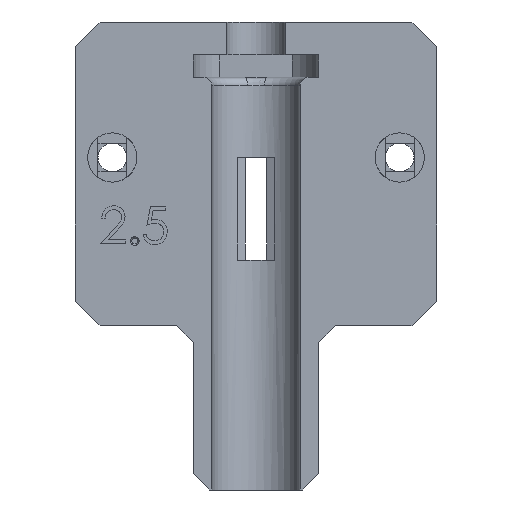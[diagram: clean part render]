
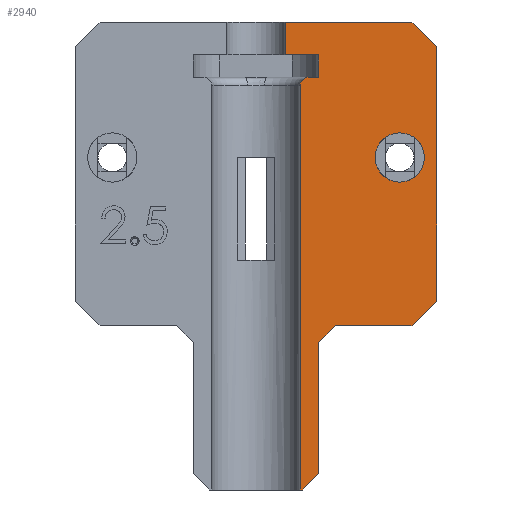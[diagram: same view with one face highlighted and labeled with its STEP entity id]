
A CAD part, front view. The second image highlights one B-rep face of the part: STEP entity #2940.
In plain terms, the highlighted planar face has unit normal (0, -1, 0).
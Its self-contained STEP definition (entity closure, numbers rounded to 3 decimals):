
#4 = VERTEX_POINT ( 'NONE', #6900 ) ;
#27 = LINE ( 'NONE', #6727, #5266 ) ;
#74 = CARTESIAN_POINT ( 'NONE',  ( 7.65, -26.875, 16. ) ) ;
#165 = CARTESIAN_POINT ( 'NONE',  ( 19., -26.875, 20. ) ) ;
#187 = DIRECTION ( 'NONE',  ( 1., 0., 0. ) ) ;
#294 = EDGE_CURVE ( 'NONE', #842, #680, #5602, .T. ) ;
#411 = DIRECTION ( 'NONE',  ( 0., 0., -1. ) ) ;
#452 = CARTESIAN_POINT ( 'NONE',  ( 17.5, -26.875, 3.5 ) ) ;
#471 = ORIENTED_EDGE ( 'NONE', *, *, #1486, .F. ) ;
#605 = VERTEX_POINT ( 'NONE', #1762 ) ;
#656 = CARTESIAN_POINT ( 'NONE',  ( 6.375, -26.875, -37. ) ) ;
#680 = VERTEX_POINT ( 'NONE', #1120 ) ;
#724 = LINE ( 'NONE', #3671, #2698 ) ;
#830 = ORIENTED_EDGE ( 'NONE', *, *, #6072, .T. ) ;
#842 = VERTEX_POINT ( 'NONE', #2730 ) ;
#848 = CARTESIAN_POINT ( 'NONE',  ( 22., -26.875, -6.502 ) ) ;
#876 = ORIENTED_EDGE ( 'NONE', *, *, #6620, .T. ) ;
#941 = LINE ( 'NONE', #3408, #3285 ) ;
#978 = CARTESIAN_POINT ( 'NONE',  ( 22., -26.875, -14. ) ) ;
#998 = VERTEX_POINT ( 'NONE', #74 ) ;
#1029 = CARTESIAN_POINT ( 'NONE',  ( 7.65, -26.875, -6.502 ) ) ;
#1046 = DIRECTION ( 'NONE',  ( 0., -1., 0. ) ) ;
#1081 = DIRECTION ( 'NONE',  ( -1., 0., 0. ) ) ;
#1120 = CARTESIAN_POINT ( 'NONE',  ( 3.625, -26.875, 20. ) ) ;
#1128 = EDGE_CURVE ( 'NONE', #3917, #605, #941, .T. ) ;
#1147 = AXIS2_PLACEMENT_3D ( 'NONE', #2372, #4250, #3034 ) ;
#1178 = DIRECTION ( 'NONE',  ( -1., 0., 0. ) ) ;
#1202 = ORIENTED_EDGE ( 'NONE', *, *, #6113, .F. ) ;
#1205 = DIRECTION ( 'NONE',  ( -0.707, 0., 0.707 ) ) ;
#1218 = CARTESIAN_POINT ( 'NONE',  ( 6.375, -26.875, 12.25 ) ) ;
#1486 = EDGE_CURVE ( 'NONE', #680, #5767, #3828, .T. ) ;
#1551 = EDGE_CURVE ( 'NONE', #6894, #6412, #6356, .T. ) ;
#1606 = FACE_OUTER_BOUND ( 'NONE', #6319, .T. ) ;
#1648 = VECTOR ( 'NONE', #1081, 1000. ) ;
#1762 = CARTESIAN_POINT ( 'NONE',  ( 9.65, -26.875, -17. ) ) ;
#1775 = CARTESIAN_POINT ( 'NONE',  ( 3.625, -26.875, -0.313 ) ) ;
#1777 = ORIENTED_EDGE ( 'NONE', *, *, #6539, .T. ) ;
#1849 = CARTESIAN_POINT ( 'NONE',  ( -22.5, -26.875, 20. ) ) ;
#1876 = ORIENTED_EDGE ( 'NONE', *, *, #2084, .T. ) ;
#2037 = VERTEX_POINT ( 'NONE', #5626 ) ;
#2084 = EDGE_CURVE ( 'NONE', #6894, #5767, #724, .T. ) ;
#2228 = CARTESIAN_POINT ( 'NONE',  ( 17.5, -26.875, 6.5 ) ) ;
#2306 = VERTEX_POINT ( 'NONE', #4214 ) ;
#2336 = VECTOR ( 'NONE', #2506, 1000. ) ;
#2372 = CARTESIAN_POINT ( 'NONE',  ( 17.5, -26.875, 3.5 ) ) ;
#2449 = VECTOR ( 'NONE', #7081, 1000. ) ;
#2506 = DIRECTION ( 'NONE',  ( 0.707, 0., 0.707 ) ) ;
#2542 = CARTESIAN_POINT ( 'NONE',  ( 6.375, -26.875, 13.25 ) ) ;
#2576 = VERTEX_POINT ( 'NONE', #5169 ) ;
#2698 = VECTOR ( 'NONE', #1205, 1000. ) ;
#2730 = CARTESIAN_POINT ( 'NONE',  ( 3.625, -26.875, 16. ) ) ;
#2760 = EDGE_CURVE ( 'NONE', #2952, #6412, #3232, .T. ) ;
#2823 = DIRECTION ( 'NONE',  ( 0., 0., 1. ) ) ;
#2900 = EDGE_CURVE ( 'NONE', #2037, #2576, #5756, .T. ) ;
#2901 = DIRECTION ( 'NONE',  ( 0., 0., -1. ) ) ;
#2940 = ADVANCED_FACE ( 'NONE', ( #3508, #1606 ), #4799, .T. ) ;
#2952 = VERTEX_POINT ( 'NONE', #5391 ) ;
#3034 = DIRECTION ( 'NONE',  ( 0., 0., -1. ) ) ;
#3070 = CARTESIAN_POINT ( 'NONE',  ( 7.65, -26.875, -35. ) ) ;
#3232 = LINE ( 'NONE', #6157, #4074 ) ;
#3285 = VECTOR ( 'NONE', #5846, 1000. ) ;
#3347 = AXIS2_PLACEMENT_3D ( 'NONE', #1218, #7490, #5525 ) ;
#3408 = CARTESIAN_POINT ( 'NONE',  ( 7.65, -26.875, -19. ) ) ;
#3461 = ORIENTED_EDGE ( 'NONE', *, *, #1128, .T. ) ;
#3498 = VECTOR ( 'NONE', #4320, 1000. ) ;
#3508 = FACE_BOUND ( 'NONE', #6395, .T. ) ;
#3532 = CARTESIAN_POINT ( 'NONE',  ( 7.65, -26.875, -6.502 ) ) ;
#3620 = ORIENTED_EDGE ( 'NONE', *, *, #6733, .T. ) ;
#3671 = CARTESIAN_POINT ( 'NONE',  ( 25.938, -26.875, 13.062 ) ) ;
#3777 = CARTESIAN_POINT ( 'NONE',  ( 5.65, -26.875, -37. ) ) ;
#3780 = EDGE_CURVE ( 'NONE', #2037, #5718, #5476, .T. ) ;
#3828 = LINE ( 'NONE', #1849, #3498 ) ;
#3917 = VERTEX_POINT ( 'NONE', #5339 ) ;
#4005 = VECTOR ( 'NONE', #5372, 1000. ) ;
#4012 = ORIENTED_EDGE ( 'NONE', *, *, #4017, .T. ) ;
#4017 = EDGE_CURVE ( 'NONE', #5718, #7937, #7310, .T. ) ;
#4035 = DIRECTION ( 'NONE',  ( 0., -1., 0. ) ) ;
#4074 = VECTOR ( 'NONE', #6847, 1000. ) ;
#4214 = CARTESIAN_POINT ( 'NONE',  ( 17.5, -26.875, 0.5 ) ) ;
#4250 = DIRECTION ( 'NONE',  ( 0., -1., 0. ) ) ;
#4288 = DIRECTION ( 'NONE',  ( 0., 0., 1. ) ) ;
#4320 = DIRECTION ( 'NONE',  ( 1., 0., 0. ) ) ;
#4345 = CARTESIAN_POINT ( 'NONE',  ( 21.262, -26.875, -21.389 ) ) ;
#4362 = DIRECTION ( 'NONE',  ( 1., 0., 0. ) ) ;
#4454 = LINE ( 'NONE', #6930, #7569 ) ;
#4570 = EDGE_CURVE ( 'NONE', #6019, #2306, #6591, .T. ) ;
#4718 = CARTESIAN_POINT ( 'NONE',  ( 6.375, -26.875, -6.502 ) ) ;
#4752 = LINE ( 'NONE', #7834, #1648 ) ;
#4799 = PLANE ( 'NONE',  #6275 ) ;
#4839 = ORIENTED_EDGE ( 'NONE', *, *, #2900, .F. ) ;
#4851 = ORIENTED_EDGE ( 'NONE', *, *, #3780, .T. ) ;
#5000 = ORIENTED_EDGE ( 'NONE', *, *, #6834, .F. ) ;
#5027 = VECTOR ( 'NONE', #7938, 1000. ) ;
#5169 = CARTESIAN_POINT ( 'NONE',  ( 5.375, -26.875, 12.25 ) ) ;
#5174 = ORIENTED_EDGE ( 'NONE', *, *, #1551, .F. ) ;
#5266 = VECTOR ( 'NONE', #1178, 1000. ) ;
#5339 = CARTESIAN_POINT ( 'NONE',  ( 7.65, -26.875, -19. ) ) ;
#5372 = DIRECTION ( 'NONE',  ( 0., 0., -1. ) ) ;
#5391 = CARTESIAN_POINT ( 'NONE',  ( 19., -26.875, -17. ) ) ;
#5427 = ORIENTED_EDGE ( 'NONE', *, *, #6483, .F. ) ;
#5463 = ORIENTED_EDGE ( 'NONE', *, *, #294, .F. ) ;
#5476 = LINE ( 'NONE', #656, #6456 ) ;
#5508 = CARTESIAN_POINT ( 'NONE',  ( 22., -26.875, 17. ) ) ;
#5525 = DIRECTION ( 'NONE',  ( 0., 0., -1. ) ) ;
#5586 = ORIENTED_EDGE ( 'NONE', *, *, #4570, .F. ) ;
#5602 = LINE ( 'NONE', #1775, #7880 ) ;
#5626 = CARTESIAN_POINT ( 'NONE',  ( 5.375, -26.875, -37. ) ) ;
#5644 = CIRCLE ( 'NONE', #1147, 3. ) ;
#5718 = VERTEX_POINT ( 'NONE', #3777 ) ;
#5756 = LINE ( 'NONE', #7716, #6012 ) ;
#5767 = VERTEX_POINT ( 'NONE', #165 ) ;
#5846 = DIRECTION ( 'NONE',  ( 0.707, 0., 0.707 ) ) ;
#6012 = VECTOR ( 'NONE', #2823, 1000. ) ;
#6019 = VERTEX_POINT ( 'NONE', #2228 ) ;
#6072 = EDGE_CURVE ( 'NONE', #998, #4, #6612, .T. ) ;
#6113 = EDGE_CURVE ( 'NONE', #3917, #7937, #6695, .T. ) ;
#6157 = CARTESIAN_POINT ( 'NONE',  ( 17.937, -26.875, -18.063 ) ) ;
#6275 = AXIS2_PLACEMENT_3D ( 'NONE', #4718, #1046, #2901 ) ;
#6319 = EDGE_LOOP ( 'NONE', ( #876, #1777, #4839, #4851, #4012, #1202, #3461, #3620, #7226, #5174, #1876, #471, #5463, #5000, #830 ) ) ;
#6356 = LINE ( 'NONE', #848, #2449 ) ;
#6395 = EDGE_LOOP ( 'NONE', ( #5586, #5427 ) ) ;
#6412 = VERTEX_POINT ( 'NONE', #978 ) ;
#6456 = VECTOR ( 'NONE', #4362, 1000. ) ;
#6483 = EDGE_CURVE ( 'NONE', #2306, #6019, #5644, .T. ) ;
#6539 = EDGE_CURVE ( 'NONE', #7095, #2576, #6933, .T. ) ;
#6591 = CIRCLE ( 'NONE', #7502, 3. ) ;
#6612 = LINE ( 'NONE', #3532, #4005 ) ;
#6620 = EDGE_CURVE ( 'NONE', #4, #7095, #27, .T. ) ;
#6695 = LINE ( 'NONE', #1029, #5027 ) ;
#6727 = CARTESIAN_POINT ( 'NONE',  ( 6.375, -26.875, 13.25 ) ) ;
#6733 = EDGE_CURVE ( 'NONE', #605, #2952, #4454, .T. ) ;
#6834 = EDGE_CURVE ( 'NONE', #998, #842, #4752, .T. ) ;
#6847 = DIRECTION ( 'NONE',  ( 0.707, 0., 0.707 ) ) ;
#6894 = VERTEX_POINT ( 'NONE', #5508 ) ;
#6900 = CARTESIAN_POINT ( 'NONE',  ( 7.65, -26.875, 13.25 ) ) ;
#6930 = CARTESIAN_POINT ( 'NONE',  ( 6.375, -26.875, -17. ) ) ;
#6933 = CIRCLE ( 'NONE', #3347, 1. ) ;
#7081 = DIRECTION ( 'NONE',  ( 0., 0., -1. ) ) ;
#7095 = VERTEX_POINT ( 'NONE', #2542 ) ;
#7226 = ORIENTED_EDGE ( 'NONE', *, *, #2760, .T. ) ;
#7310 = LINE ( 'NONE', #4345, #2336 ) ;
#7490 = DIRECTION ( 'NONE',  ( 0., -1., 0. ) ) ;
#7502 = AXIS2_PLACEMENT_3D ( 'NONE', #452, #4035, #411 ) ;
#7569 = VECTOR ( 'NONE', #187, 1000. ) ;
#7716 = CARTESIAN_POINT ( 'NONE',  ( 5.375, -26.875, -29.481 ) ) ;
#7834 = CARTESIAN_POINT ( 'NONE',  ( 6.375, -26.875, 16. ) ) ;
#7880 = VECTOR ( 'NONE', #4288, 1000. ) ;
#7937 = VERTEX_POINT ( 'NONE', #3070 ) ;
#7938 = DIRECTION ( 'NONE',  ( 0., 0., -1. ) ) ;
